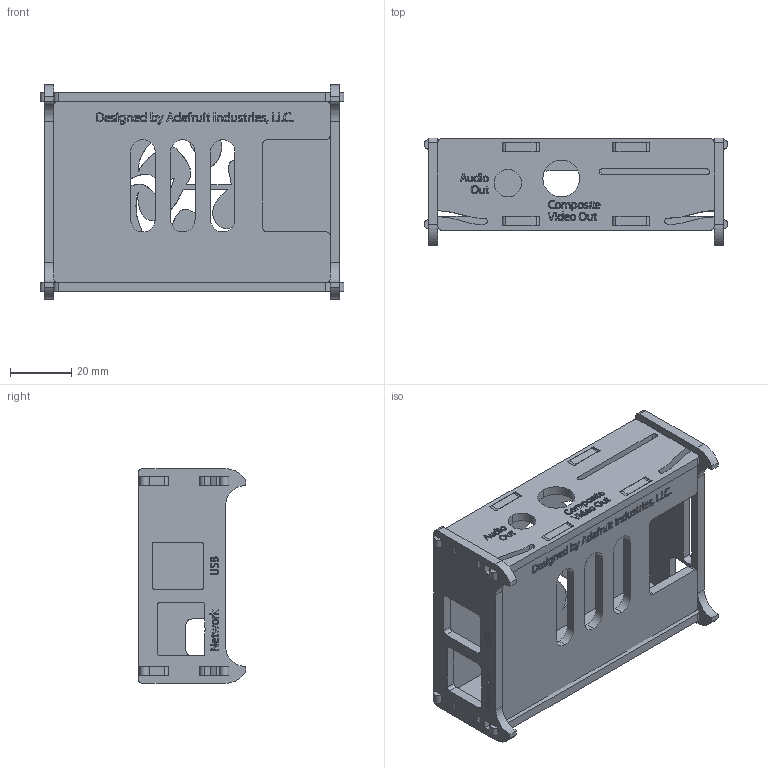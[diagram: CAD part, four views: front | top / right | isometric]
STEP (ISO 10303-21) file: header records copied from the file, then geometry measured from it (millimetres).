
FILE_DESCRIPTION (( 'STEP AP214' ), '1' );
FILE_NAME ('adafruit case Raspberry Pi.STEP', '2013-01-19T09:07:09', ( '' ), ( '' ), 'SwSTEP 2.0', 'SolidWorks 2012', '' );
FILE_SCHEMA (( 'AUTOMOTIVE_DESIGN' ));
Products named in the file (7): bagian USB LAN; bagian POWER SD CARD; bagian ATAS logo HITMAN; bagian HDMI; bagian COMPOSITE VIDEO OUT AUDIO OUT; bagian BAWAH; adafruit case Raspberry Pi
Assembly tree (6 placements, depth 2):
  adafruit case Raspberry Pi
    bagian BAWAH
    bagian COMPOSITE VIDEO OUT AUDIO OUT
    bagian HDMI
    bagian ATAS logo HITMAN
    bagian POWER SD CARD
    bagian USB LAN
Bounding box: 99 x 35 x 70 mm (x, y, z)
Volume: 50205.6 mm3; surface area: 43201.9 mm2
Topology: 6 solids, 6 shells, 1372 faces, 3714 edges, 2476 vertices
Faces by surface type: plane 851, bspline 456, cylinder 65
Entity records: 48160 total; most frequent: CARTESIAN_POINT 16195, ORIENTED_EDGE 7428, DIRECTION 4782, EDGE_CURVE 3714, VECTOR 2672, LINE 2672, VERTEX_POINT 2476, EDGE_LOOP 1554
